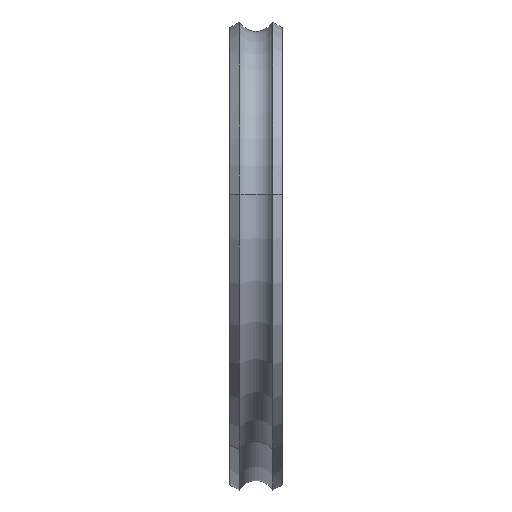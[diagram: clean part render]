
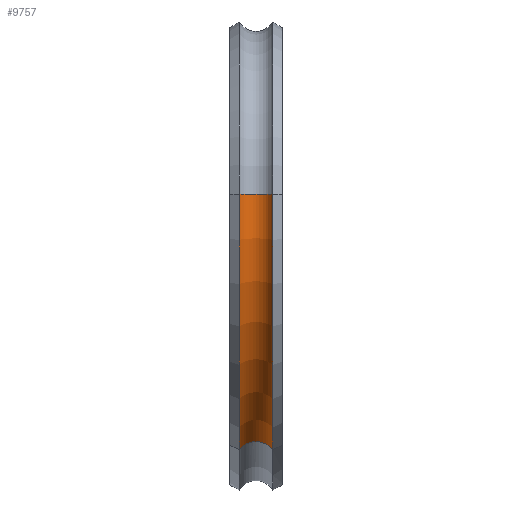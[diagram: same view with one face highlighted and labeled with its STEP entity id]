
A CAD part, front view. The second image highlights one B-rep face of the part: STEP entity #9757.
In plain terms, the highlighted toroidal (fillet/blend) face has major radius 77.68 mm and minor radius 5.18 mm.
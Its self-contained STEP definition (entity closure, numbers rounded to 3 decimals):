
#2 = ORIENTED_EDGE ( 'NONE', *, *, #2704, .T. ) ;
#312 = DIRECTION ( 'NONE',  ( 0., 1., 0. ) ) ;
#432 = EDGE_CURVE ( 'NONE', #5276, #6090, #10112, .T. ) ;
#692 = CIRCLE ( 'NONE', #9114, 75. ) ;
#712 = DIRECTION ( 'NONE',  ( 0., 0.417, 0.909 ) ) ;
#1104 = DIRECTION ( 'NONE',  ( 0., -0.417, -0.909 ) ) ;
#1354 = CARTESIAN_POINT ( 'NONE',  ( 0., -30., 16.6 ) ) ;
#1492 = VERTEX_POINT ( 'NONE', #8985 ) ;
#1680 = CARTESIAN_POINT ( 'NONE',  ( -4.433, -61.277, -51.567 ) ) ;
#1696 = CARTESIAN_POINT ( 'NONE',  ( -4.433, -105., 16.6 ) ) ;
#1898 = AXIS2_PLACEMENT_3D ( 'NONE', #4401, #6886, #312 ) ;
#2103 = TOROIDAL_SURFACE ( 'NONE', #10458, 77.68, 5.18 ) ;
#2158 = DIRECTION ( 'NONE',  ( -1., 0., 0. ) ) ;
#2175 = VERTEX_POINT ( 'NONE', #1696 ) ;
#2383 = CARTESIAN_POINT ( 'NONE',  ( 0., -62.395, -54.003 ) ) ;
#2704 = EDGE_CURVE ( 'NONE', #6090, #1492, #2940, .T. ) ;
#2940 = CIRCLE ( 'NONE', #9295, 75. ) ;
#4401 = CARTESIAN_POINT ( 'NONE',  ( 0., -107.68, 16.6 ) ) ;
#4481 = ORIENTED_EDGE ( 'NONE', *, *, #432, .T. ) ;
#4500 = CIRCLE ( 'NONE', #1898, 5.18 ) ;
#4809 = EDGE_LOOP ( 'NONE', ( #2, #7566, #9349, #4481 ) ) ;
#4872 = DIRECTION ( 'NONE',  ( 0., -0.417, -0.909 ) ) ;
#5276 = VERTEX_POINT ( 'NONE', #1680 ) ;
#5445 = EDGE_CURVE ( 'NONE', #2175, #1492, #4500, .T. ) ;
#6078 = AXIS2_PLACEMENT_3D ( 'NONE', #2383, #10741, #712 ) ;
#6090 = VERTEX_POINT ( 'NONE', #9840 ) ;
#6389 = DIRECTION ( 'NONE',  ( 0., 0., 1. ) ) ;
#6405 = FACE_OUTER_BOUND ( 'NONE', #4809, .T. ) ;
#6474 = CARTESIAN_POINT ( 'NONE',  ( -4.433, -30., 16.6 ) ) ;
#6513 = EDGE_CURVE ( 'NONE', #5276, #2175, #692, .T. ) ;
#6886 = DIRECTION ( 'NONE',  ( 0., 0., -1. ) ) ;
#7566 = ORIENTED_EDGE ( 'NONE', *, *, #5445, .F. ) ;
#8551 = DIRECTION ( 'NONE',  ( -1., 0., 0. ) ) ;
#8985 = CARTESIAN_POINT ( 'NONE',  ( 4.433, -105., 16.6 ) ) ;
#9114 = AXIS2_PLACEMENT_3D ( 'NONE', #6474, #9788, #4872 ) ;
#9295 = AXIS2_PLACEMENT_3D ( 'NONE', #10261, #8551, #1104 ) ;
#9349 = ORIENTED_EDGE ( 'NONE', *, *, #6513, .F. ) ;
#9757 = ADVANCED_FACE ( 'NONE', ( #6405 ), #2103, .F. ) ;
#9788 = DIRECTION ( 'NONE',  ( -1., 0., 0. ) ) ;
#9840 = CARTESIAN_POINT ( 'NONE',  ( 4.433, -61.277, -51.567 ) ) ;
#10112 = CIRCLE ( 'NONE', #6078, 5.18 ) ;
#10261 = CARTESIAN_POINT ( 'NONE',  ( 4.433, -30., 16.6 ) ) ;
#10458 = AXIS2_PLACEMENT_3D ( 'NONE', #1354, #2158, #6389 ) ;
#10741 = DIRECTION ( 'NONE',  ( 0., 0.909, -0.417 ) ) ;
